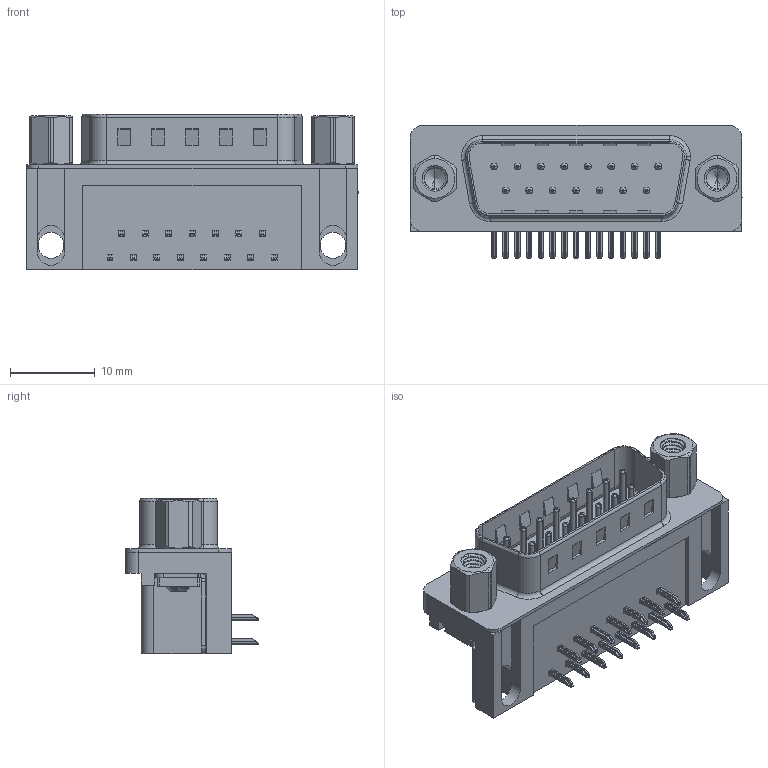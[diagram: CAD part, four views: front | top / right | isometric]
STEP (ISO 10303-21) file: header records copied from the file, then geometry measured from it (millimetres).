
FILE_DESCRIPTION (( 'STEP AP203' ), '1' );
FILE_NAME ('621-015-660-516.STEP', '2019-11-19T01:35:21', ( '' ), ( '' ), 'SwSTEP 2.0', 'SolidWorks 2016', '' );
FILE_SCHEMA (( 'CONFIG_CONTROL_DESIGN' ));
Length unit declared in the file: millimetre
Products named in the file (8): 621-015-660-516; 621 Thru Hole Board Mount; 621 Contact Top; 621 M3 Hex Standoff 5; 621 M3 Threaded Rivet; 621 Shell_15 Socket; 621 Housing_15 Socket; 621 Contact Bottom
Assembly tree (23 placements, depth 2):
  621-015-660-516
    621 Housing_15 Socket
    621 Shell_15 Socket
    621 Contact Bottom  x7
    621 Contact Top  x8
    621 Thru Hole Board Mount  x2
    621 M3 Threaded Rivet  x2
    621 M3 Hex Standoff 5  x2
Bounding box: 39.22 x 15.73 x 18.4 mm (x, y, z)
Volume: 4652.4 mm3; surface area: 6169.3 mm2
Topology: 23 solids, 23 shells, 1623 faces, 4083 edges, 2543 vertices
Faces by surface type: plane 913, cylinder 541, torus 121, cone 30, bspline 18
Entity records: 23907 total; most frequent: CARTESIAN_POINT 7839, ORIENTED_EDGE 3104, DIRECTION 3076, EDGE_CURVE 1552, AXIS2_PLACEMENT_3D 1045, VERTEX_POINT 994, LINE 986, VECTOR 986
